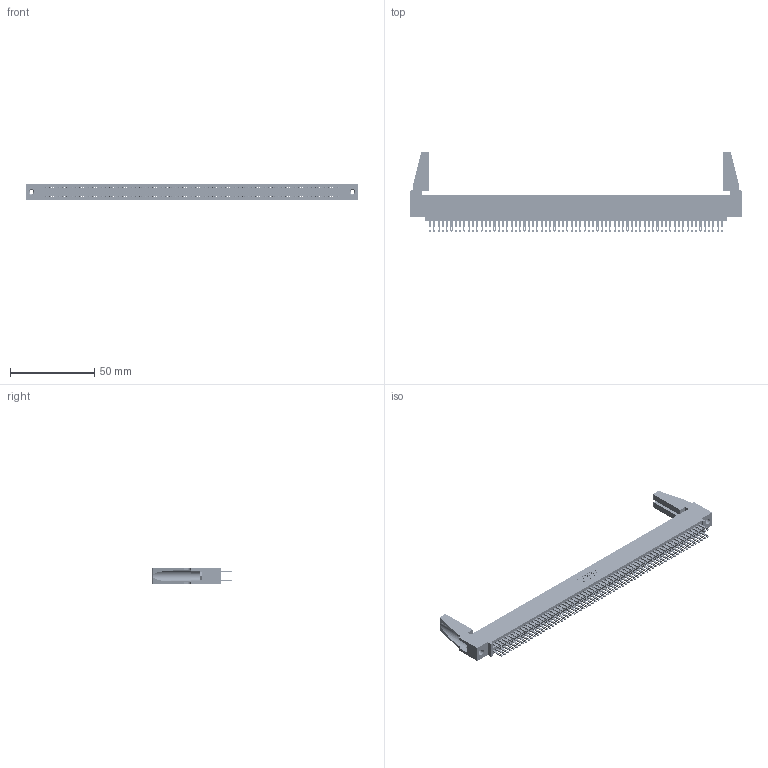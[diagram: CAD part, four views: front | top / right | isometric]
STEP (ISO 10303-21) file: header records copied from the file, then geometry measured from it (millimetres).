
FILE_DESCRIPTION (( 'STEP AP203' ), '1' );
FILE_NAME ('345-138-500-588.STEP', '2019-11-08T13:19:05', ( '' ), ( '' ), 'SwSTEP 2.0', 'SolidWorks 2016', '' );
FILE_SCHEMA (( 'CONFIG_CONTROL_DESIGN' ));
Length unit declared in the file: inch
Products named in the file (5): 345-220-078_345-220-088; 345 Part_0.110 Offset - 0.156 Dia-TH; 345-138-500-588; 345-250-001_345-250-001-102; 345-292-001_345-293-100
Assembly tree (143 placements, depth 2):
  345-138-500-588
    345 Part_0.110 Offset - 0.156 Dia-TH
    345-292-001_345-293-100  x138
    345-250-001_345-250-001-102  x2
    345-220-078_345-220-088  x2
Bounding box: 196.49 x 47.17 x 9.4 mm (x, y, z)
Volume: 22939.1 mm3; surface area: 34245.6 mm2
Topology: 143 solids, 143 shells, 6602 faces, 20125 edges, 13406 vertices
Faces by surface type: plane 3882, cylinder 2704, cone 12, torus 4
Entity records: 52714 total; most frequent: CARTESIAN_POINT 8806, ORIENTED_EDGE 8700, DIRECTION 7738, EDGE_CURVE 4350, VECTOR 3896, LINE 3896, VERTEX_POINT 2894, AXIS2_PLACEMENT_3D 1921
